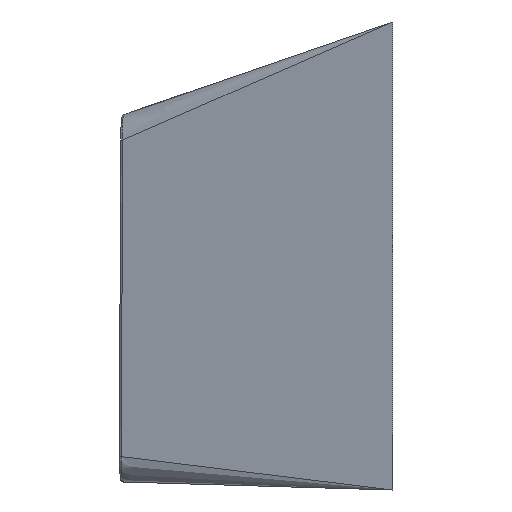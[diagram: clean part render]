
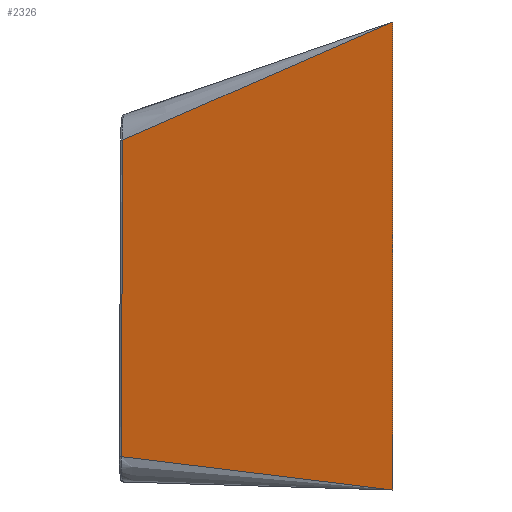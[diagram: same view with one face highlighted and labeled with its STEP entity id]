
A CAD part, left-side view. The second image highlights one B-rep face of the part: STEP entity #2326.
In plain terms, the highlighted free-form (B-spline) face has degree [3, 1] with [6, 2] control points.
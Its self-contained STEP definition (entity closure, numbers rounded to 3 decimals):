
#7 = CARTESIAN_POINT ( 'NONE',  ( 0., 0., 12. ) ) ;
#39 = CARTESIAN_POINT ( 'NONE',  ( 2.65, 10.5, 5.007 ) ) ;
#81 = CARTESIAN_POINT ( 'NONE',  ( 0., 0., 18. ) ) ;
#113 = CARTESIAN_POINT ( 'NONE',  ( 1.859, 7.341, 14.79 ) ) ;
#149 = CARTESIAN_POINT ( 'NONE',  ( 0., 0., 0. ) ) ;
#151 = CARTESIAN_POINT ( 'NONE',  ( 2.629, 10.384, 13.46 ) ) ;
#206 = VERTEX_POINT ( 'NONE', #320 ) ;
#235 = CARTESIAN_POINT ( 'NONE',  ( 0., 0., 15. ) ) ;
#320 = CARTESIAN_POINT ( 'NONE',  ( 0., 0., 0. ) ) ;
#349 = VERTEX_POINT ( 'NONE', #2934 ) ;
#397 = EDGE_CURVE ( 'NONE', #845, #349, #2452, .T. ) ;
#622 = EDGE_CURVE ( 'NONE', #2150, #206, #2251, .T. ) ;
#818 = EDGE_CURVE ( 'NONE', #845, #206, #984, .T. ) ;
#845 = VERTEX_POINT ( 'NONE', #992 ) ;
#893 = CARTESIAN_POINT ( 'NONE',  ( 0., 0., 0. ) ) ;
#912 = CARTESIAN_POINT ( 'NONE',  ( 1.859, 7.378, 0.907 ) ) ;
#984 = LINE ( 'NONE', #2680, #1907 ) ;
#992 = CARTESIAN_POINT ( 'NONE',  ( 0., 0., 18. ) ) ;
#997 = EDGE_LOOP ( 'NONE', ( #2903, #1771, #2792, #1124 ) ) ;
#1004 = EDGE_CURVE ( 'NONE', #349, #2150, #1944, .T. ) ;
#1075 = CARTESIAN_POINT ( 'NONE',  ( 2.65, 10.462, 14.398 ) ) ;
#1095 = FACE_OUTER_BOUND ( 'NONE', #997, .T. ) ;
#1110 = CARTESIAN_POINT ( 'NONE',  ( 2.65, 10.52, 0.312 ) ) ;
#1124 = ORIENTED_EDGE ( 'NONE', *, *, #818, .F. ) ;
#1148 = CARTESIAN_POINT ( 'NONE',  ( 0.983, 3.9, 0.479 ) ) ;
#1150 = CARTESIAN_POINT ( 'NONE',  ( 2.629, 10.434, 1.283 ) ) ;
#1245 = CARTESIAN_POINT ( 'NONE',  ( 0., 0., 6. ) ) ;
#1544 = CARTESIAN_POINT ( 'NONE',  ( 0., 0., 18. ) ) ;
#1584 = CARTESIAN_POINT ( 'NONE',  ( 2.629, 10.434, 1.283 ) ) ;
#1599 = CARTESIAN_POINT ( 'NONE',  ( 2.629, 10.417, 5.342 ) ) ;
#1621 = CARTESIAN_POINT ( 'NONE',  ( 2.629, 10.393, 11.43 ) ) ;
#1679 = CARTESIAN_POINT ( 'NONE',  ( 2.65, 10.481, 9.703 ) ) ;
#1771 = ORIENTED_EDGE ( 'NONE', *, *, #1004, .T. ) ;
#1792 = CARTESIAN_POINT ( 'NONE',  ( 2.629, 10.384, 13.46 ) ) ;
#1830 = CARTESIAN_POINT ( 'NONE',  ( 2.629, 10.409, 7.371 ) ) ;
#1907 = VECTOR ( 'NONE', #2419, 1000. ) ;
#1937 = CARTESIAN_POINT ( 'NONE',  ( 2.65, 10.51, 2.66 ) ) ;
#1944 = B_SPLINE_CURVE_WITH_KNOTS ( 'NONE', 3,
 ( #151, #1621, #2586, #1830, #1599, #3035, #2785 ),
 .UNSPECIFIED., .F., .F.,
 ( 4, 3, 4 ),
 ( 0., 0.006, 0.012 ),
 .UNSPECIFIED. ) ;
#2150 = VERTEX_POINT ( 'NONE', #1150 ) ;
#2251 = B_SPLINE_CURVE_WITH_KNOTS ( 'NONE', 3,
 ( #1584, #912, #1148, #149 ),
 .UNSPECIFIED., .F., .F.,
 ( 4, 4 ),
 ( 0.009, 1. ),
 .UNSPECIFIED. ) ;
#2326 = ADVANCED_FACE ( 'NONE', ( #1095 ), #2451, .T. ) ;
#2419 = DIRECTION ( 'NONE',  ( 0., 0., -1. ) ) ;
#2451 = B_SPLINE_SURFACE_WITH_KNOTS ( 'NONE', 3, 1, ( 
 ( #893, #1110 ),
 ( #2527, #1937 ),
 ( #1245, #39 ),
 ( #7, #1679 ),
 ( #235, #2951 ),
 ( #81, #1075 ) ),
 .UNSPECIFIED., .F., .F., .F.,
 ( 4, 2, 4 ),
 ( 2, 2 ),
 ( 0., 0.5, 1. ),
 ( 0., 1. ),
 .UNSPECIFIED. ) ;
#2452 = B_SPLINE_CURVE_WITH_KNOTS ( 'NONE', 3,
 ( #1544, #2768, #113, #1792 ),
 .UNSPECIFIED., .F., .F.,
 ( 4, 4 ),
 ( 0., 0.991 ),
 .UNSPECIFIED. ) ;
#2527 = CARTESIAN_POINT ( 'NONE',  ( 0., 0., 3. ) ) ;
#2586 = CARTESIAN_POINT ( 'NONE',  ( 2.629, 10.401, 9.401 ) ) ;
#2680 = CARTESIAN_POINT ( 'NONE',  ( 0., 0., 18. ) ) ;
#2768 = CARTESIAN_POINT ( 'NONE',  ( 0.983, 3.879, 16.304 ) ) ;
#2785 = CARTESIAN_POINT ( 'NONE',  ( 2.629, 10.434, 1.283 ) ) ;
#2792 = ORIENTED_EDGE ( 'NONE', *, *, #622, .T. ) ;
#2903 = ORIENTED_EDGE ( 'NONE', *, *, #397, .T. ) ;
#2934 = CARTESIAN_POINT ( 'NONE',  ( 2.629, 10.384, 13.46 ) ) ;
#2951 = CARTESIAN_POINT ( 'NONE',  ( 2.65, 10.471, 12.05 ) ) ;
#3035 = CARTESIAN_POINT ( 'NONE',  ( 2.629, 10.426, 3.312 ) ) ;
